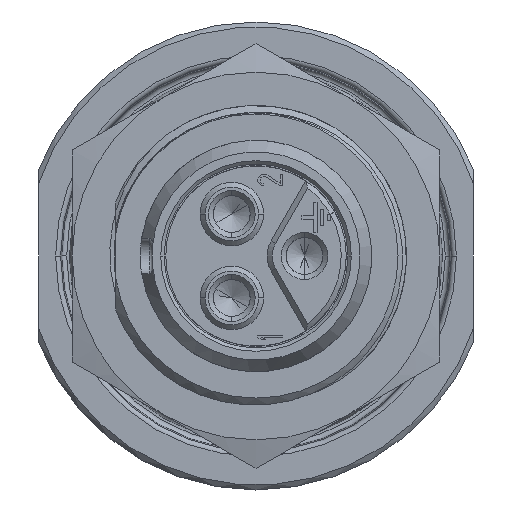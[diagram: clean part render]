
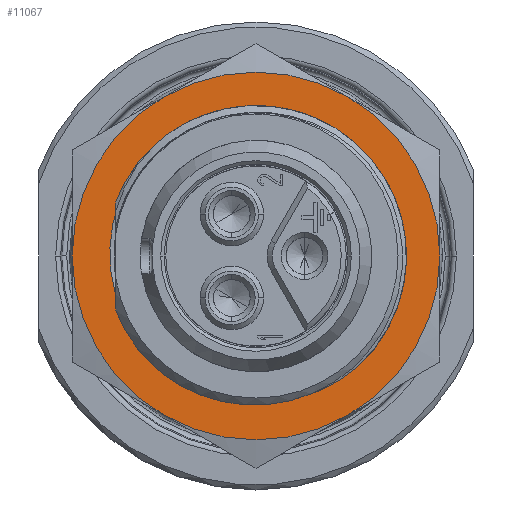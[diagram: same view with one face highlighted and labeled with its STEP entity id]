
A CAD part, left-side view. The second image highlights one B-rep face of the part: STEP entity #11067.
In plain terms, the highlighted planar face has unit normal (-1, 0, 0).
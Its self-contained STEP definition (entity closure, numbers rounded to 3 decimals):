
#1014=CARTESIAN_POINT('',(11.5,0.,0.));
#1015=DIRECTION('',(1.,0.,0.));
#1016=DIRECTION('',(0.,-0.5,0.866));
#1017=AXIS2_PLACEMENT_3D('',#1014,#1015,#1016);
#1019=CARTESIAN_POINT('',(11.5,0.,0.));
#1020=DIRECTION('',(1.,0.,0.));
#1021=DIRECTION('',(0.,-1.,0.));
#1022=AXIS2_PLACEMENT_3D('',#1019,#1020,#1021);
#1024=CARTESIAN_POINT('',(11.5,0.,0.));
#1025=DIRECTION('',(1.,0.,0.));
#1026=DIRECTION('',(0.,0.5,-0.866));
#1027=AXIS2_PLACEMENT_3D('',#1024,#1025,#1026);
#1029=CARTESIAN_POINT('',(11.5,0.,0.));
#1030=DIRECTION('',(1.,0.,0.));
#1031=DIRECTION('',(0.,1.,0.));
#1032=AXIS2_PLACEMENT_3D('',#1029,#1030,#1031);
#1034=CARTESIAN_POINT('',(11.5,0.,9.));
#1035=CARTESIAN_POINT('',(11.5,-0.284,8.995));
#1036=CARTESIAN_POINT('',(11.5,-0.849,8.958));
#1037=CARTESIAN_POINT('',(11.5,-1.687,8.823));
#1038=CARTESIAN_POINT('',(11.5,-2.508,8.61));
#1039=CARTESIAN_POINT('',(11.5,-3.304,8.32));
#1040=CARTESIAN_POINT('',(11.5,-3.812,8.079));
#1041=CARTESIAN_POINT('',(11.5,-4.061,7.946));
#1043=CARTESIAN_POINT('',(11.5,5.49,-6.623));
#1044=CARTESIAN_POINT('',(11.5,5.731,-6.43));
#1045=CARTESIAN_POINT('',(11.5,6.19,-6.022));
#1046=CARTESIAN_POINT('',(11.5,6.812,-5.337));
#1047=CARTESIAN_POINT('',(11.5,7.357,-4.588));
#1048=CARTESIAN_POINT('',(11.5,7.821,-3.785));
#1049=CARTESIAN_POINT('',(11.5,8.196,-2.935));
#1050=CARTESIAN_POINT('',(11.5,8.479,-2.049));
#1051=CARTESIAN_POINT('',(11.5,8.666,-1.135));
#1052=CARTESIAN_POINT('',(11.5,8.755,-0.206));
#1053=CARTESIAN_POINT('',(11.5,8.745,0.728));
#1054=CARTESIAN_POINT('',(11.5,8.635,1.657));
#1055=CARTESIAN_POINT('',(11.5,8.426,2.572));
#1056=CARTESIAN_POINT('',(11.5,8.121,3.459));
#1057=CARTESIAN_POINT('',(11.5,7.723,4.311));
#1058=CARTESIAN_POINT('',(11.5,7.235,5.116));
#1059=CARTESIAN_POINT('',(11.5,6.664,5.867));
#1060=CARTESIAN_POINT('',(11.5,6.016,6.554));
#1061=CARTESIAN_POINT('',(11.5,5.297,7.168));
#1062=CARTESIAN_POINT('',(11.5,4.517,7.704));
#1063=CARTESIAN_POINT('',(11.5,3.682,8.155));
#1064=CARTESIAN_POINT('',(11.5,2.803,8.516));
#1065=CARTESIAN_POINT('',(11.5,1.89,8.781));
#1066=CARTESIAN_POINT('',(11.5,0.952,8.949));
#1067=CARTESIAN_POINT('',(11.5,0.319,8.994));
#1068=CARTESIAN_POINT('',(11.5,0.,9.));
#1070=CARTESIAN_POINT('',(11.5,0.,0.));
#1071=DIRECTION('',(-1.,0.,0.));
#1072=DIRECTION('',(0.,-0.5,0.866));
#1073=AXIS2_PLACEMENT_3D('',#1070,#1071,#1072);
#1212=CARTESIAN_POINT('',(11.5,0.,0.));
#1213=DIRECTION('',(-1.,0.,0.));
#1214=DIRECTION('',(0.,0.5,-0.866));
#1215=AXIS2_PLACEMENT_3D('',#1212,#1213,#1214);
#1217=CARTESIAN_POINT('',(11.5,0.,0.));
#1218=DIRECTION('',(1.,0.,0.));
#1219=DIRECTION('',(0.,-0.682,0.731));
#1220=AXIS2_PLACEMENT_3D('',#1217,#1218,#1219);
#1277=CARTESIAN_POINT('',(11.5,-6.14,-6.58));
#1278=CARTESIAN_POINT('',(11.5,-5.89,-6.8));
#1279=CARTESIAN_POINT('',(11.5,-5.369,-7.208));
#1280=CARTESIAN_POINT('',(11.5,-4.527,-7.729));
#1281=CARTESIAN_POINT('',(11.5,-3.633,-8.154));
#1282=CARTESIAN_POINT('',(11.5,-2.7,-8.477));
#1283=CARTESIAN_POINT('',(11.5,-1.742,-8.693));
#1284=CARTESIAN_POINT('',(11.5,-0.764,-8.802));
#1285=CARTESIAN_POINT('',(11.5,0.212,-8.802));
#1286=CARTESIAN_POINT('',(11.5,1.185,-8.693));
#1287=CARTESIAN_POINT('',(11.5,2.133,-8.479));
#1288=CARTESIAN_POINT('',(11.5,3.051,-8.161));
#1289=CARTESIAN_POINT('',(11.5,3.926,-7.743));
#1290=CARTESIAN_POINT('',(11.5,4.745,-7.233));
#1291=CARTESIAN_POINT('',(11.5,5.249,-6.836));
#1292=CARTESIAN_POINT('',(11.5,5.49,-6.623));
#2058=CARTESIAN_POINT('',(11.5,-4.061,7.946));
#2059=CARTESIAN_POINT('',(11.5,-4.311,7.827));
#2060=CARTESIAN_POINT('',(11.5,-4.799,7.568));
#2061=CARTESIAN_POINT('',(11.5,-5.497,7.11));
#2062=CARTESIAN_POINT('',(11.5,-5.931,6.764));
#2063=CARTESIAN_POINT('',(11.5,-6.14,6.58));
#8848=CARTESIAN_POINT('',(11.5,-5.5,9.526));
#8849=CARTESIAN_POINT('',(11.5,-11.,0.));
#8850=VERTEX_POINT('',#8848);
#8851=VERTEX_POINT('',#8849);
#8852=CARTESIAN_POINT('',(11.5,-5.5,-9.526));
#8853=VERTEX_POINT('',#8852);
#8854=CARTESIAN_POINT('',(11.5,5.5,-9.526));
#8855=CARTESIAN_POINT('',(11.5,11.,0.));
#8856=VERTEX_POINT('',#8854);
#8857=VERTEX_POINT('',#8855);
#8858=CARTESIAN_POINT('',(11.5,5.5,9.526));
#8859=VERTEX_POINT('',#8858);
#8872=CARTESIAN_POINT('',(11.5,-6.14,6.58));
#8873=CARTESIAN_POINT('',(11.5,-6.14,-6.58));
#8874=VERTEX_POINT('',#8872);
#8875=VERTEX_POINT('',#8873);
#8883=VERTEX_POINT('',#2058);
#8884=VERTEX_POINT('',#1292);
#8896=VERTEX_POINT('',#1068);
#11037=CARTESIAN_POINT('',(11.5,0.,0.));
#11038=DIRECTION('',(1.,0.,0.));
#11039=DIRECTION('',(0.,0.,-1.));
#11040=AXIS2_PLACEMENT_3D('',#11037,#11038,#11039);
#11041=PLANE('347',#11040);
#11043=ORIENTED_EDGE('1068',*,*,#11042,.F.);
#11045=ORIENTED_EDGE('1033',*,*,#11044,.T.);
#11047=ORIENTED_EDGE('1034',*,*,#11046,.T.);
#11049=ORIENTED_EDGE('1067',*,*,#11048,.F.);
#11051=ORIENTED_EDGE('1035',*,*,#11050,.T.);
#11052=ORIENTED_EDGE('1036',*,*,#11030,.T.);
#11053=EDGE_LOOP('347',(#11043,#11045,#11047,#11049,#11051,#11052));
#11054=FACE_OUTER_BOUND('347',#11053,.F.);
#11056=ORIENTED_EDGE('1071',*,*,#11055,.F.);
#11058=ORIENTED_EDGE('1082',*,*,#11057,.F.);
#11060=ORIENTED_EDGE('1134',*,*,#11059,.F.);
#11062=ORIENTED_EDGE('1133',*,*,#11061,.F.);
#11064=ORIENTED_EDGE('1085',*,*,#11063,.F.);
#11065=EDGE_LOOP('347',(#11056,#11058,#11060,#11062,#11064));
#11066=FACE_BOUND('347',#11065,.F.);
#1018=CIRCLE('1033',#1017,11.);
#1023=CIRCLE('1034',#1022,11.);
#1028=CIRCLE('1035',#1027,11.);
#1033=CIRCLE('1036',#1032,11.);
#1042=B_SPLINE_CURVE_WITH_KNOTS('1134',3,(#1034,#1035,#1036,#1037,#1038,#1039,
#1040,#1041),.UNSPECIFIED.,.F.,.F.,(4,1,1,1,1,4),(0.,0.2,0.4,0.6,0.8,
1.),.UNSPECIFIED.);
#1069=B_SPLINE_CURVE_WITH_KNOTS('1133',3,(#1043,#1044,#1045,#1046,#1047,#1048,
#1049,#1050,#1051,#1052,#1053,#1054,#1055,#1056,#1057,#1058,#1059,#1060,#1061,
#1062,#1063,#1064,#1065,#1066,#1067,#1068),.UNSPECIFIED.,.F.,.F.,(4,1,1,1,1,1,1,
1,1,1,1,1,1,1,1,1,1,1,1,1,1,1,1,4),(0.,0.043,0.087,
0.13,0.174,0.217,0.261,
0.304,0.348,0.391,0.435,
0.478,0.522,0.565,0.609,
0.652,0.696,0.739,0.783,
0.826,0.87,0.913,0.957,1.),
.UNSPECIFIED.);
#1074=CIRCLE('1068',#1073,11.);
#1216=CIRCLE('1067',#1215,11.);
#1221=CIRCLE('1071',#1220,9.);
#1293=B_SPLINE_CURVE_WITH_KNOTS('1085',3,(#1277,#1278,#1279,#1280,#1281,#1282,
#1283,#1284,#1285,#1286,#1287,#1288,#1289,#1290,#1291,#1292),.UNSPECIFIED.,.F.,
.F.,(4,1,1,1,1,1,1,1,1,1,1,1,1,4),(0.,0.077,0.154,
0.231,0.308,0.385,0.462,
0.538,0.615,0.692,0.769,
0.846,0.923,1.),.UNSPECIFIED.);
#2064=B_SPLINE_CURVE_WITH_KNOTS('1082',3,(#2058,#2059,#2060,#2061,#2062,#2063),
.UNSPECIFIED.,.F.,.F.,(4,1,1,4),(0.,0.333,0.667,1.),
.UNSPECIFIED.);
#11030=EDGE_CURVE('1036',#8857,#8859,#1033,.T.);
#11042=EDGE_CURVE('1068',#8850,#8859,#1074,.T.);
#11044=EDGE_CURVE('1033',#8850,#8851,#1018,.T.);
#11046=EDGE_CURVE('1034',#8851,#8853,#1023,.T.);
#11048=EDGE_CURVE('1067',#8856,#8853,#1216,.T.);
#11050=EDGE_CURVE('1035',#8856,#8857,#1028,.T.);
#11055=EDGE_CURVE('1071',#8874,#8875,#1221,.T.);
#11057=EDGE_CURVE('1082',#8883,#8874,#2064,.T.);
#11059=EDGE_CURVE('1134',#8896,#8883,#1042,.T.);
#11061=EDGE_CURVE('1133',#8884,#8896,#1069,.T.);
#11063=EDGE_CURVE('1085',#8875,#8884,#1293,.T.);
#11067=ADVANCED_FACE('347',(#11054,#11066),#11041,.F.);
